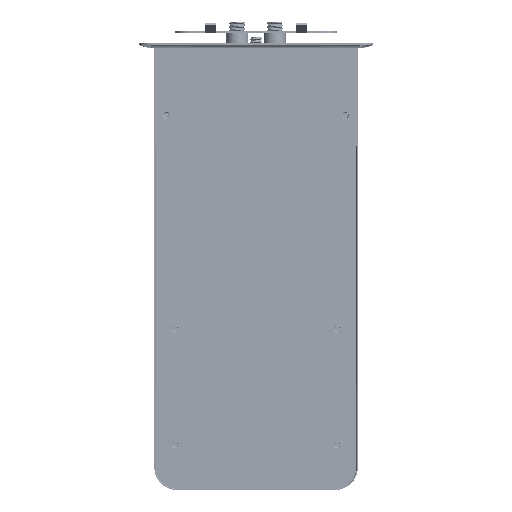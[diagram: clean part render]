
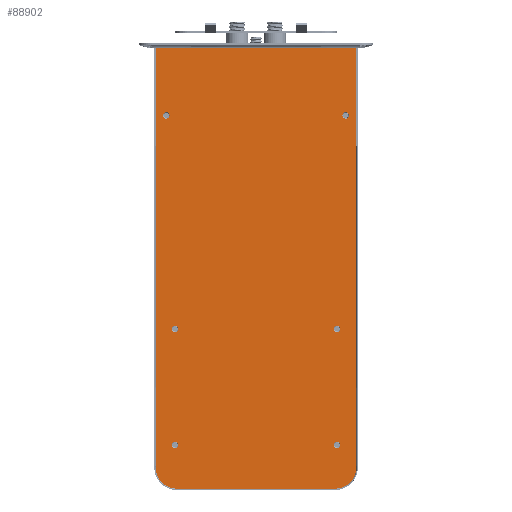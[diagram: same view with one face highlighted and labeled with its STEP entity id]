
A CAD part, top view. The second image highlights one B-rep face of the part: STEP entity #88902.
In plain terms, the highlighted planar face has unit normal (0, 0, 1).
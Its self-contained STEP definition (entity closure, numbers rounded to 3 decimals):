
#3409=PLANE('',#94455);
#5221=LINE('',#133380,#12091);
#5223=LINE('',#133388,#12093);
#5226=LINE('',#133394,#12096);
#5227=LINE('',#133396,#12097);
#12091=VECTOR('',#105140,1000.);
#12093=VECTOR('',#105150,1000.);
#12096=VECTOR('',#105155,1000.);
#12097=VECTOR('',#105156,1000.);
#21441=ORIENTED_EDGE('',*,*,#48548,.T.);
#21442=ORIENTED_EDGE('',*,*,#48550,.T.);
#21443=ORIENTED_EDGE('',*,*,#48552,.T.);
#21444=ORIENTED_EDGE('',*,*,#48554,.T.);
#21445=ORIENTED_EDGE('',*,*,#48556,.T.);
#21446=ORIENTED_EDGE('',*,*,#48558,.T.);
#21447=ORIENTED_EDGE('',*,*,#48572,.F.);
#21448=ORIENTED_EDGE('',*,*,#48573,.T.);
#21449=ORIENTED_EDGE('',*,*,#48560,.T.);
#21450=ORIENTED_EDGE('',*,*,#48565,.T.);
#21451=ORIENTED_EDGE('',*,*,#48567,.T.);
#21452=ORIENTED_EDGE('',*,*,#48569,.T.);
#48548=EDGE_CURVE('',#62115,#62115,#70753,.T.);
#48550=EDGE_CURVE('',#62117,#62117,#70755,.T.);
#48552=EDGE_CURVE('',#62119,#62119,#70757,.T.);
#48554=EDGE_CURVE('',#62121,#62121,#70759,.T.);
#48556=EDGE_CURVE('',#62123,#62123,#70761,.T.);
#48558=EDGE_CURVE('',#62125,#62125,#70763,.T.);
#48560=EDGE_CURVE('',#62128,#62126,#70764,.T.);
#48565=EDGE_CURVE('',#62126,#62131,#5221,.T.);
#48567=EDGE_CURVE('',#62131,#62132,#70766,.T.);
#48569=EDGE_CURVE('',#62132,#62134,#5223,.T.);
#48572=EDGE_CURVE('',#62136,#62134,#5226,.T.);
#48573=EDGE_CURVE('',#62136,#62128,#5227,.T.);
#62115=VERTEX_POINT('',#133340);
#62117=VERTEX_POINT('',#133345);
#62119=VERTEX_POINT('',#133350);
#62121=VERTEX_POINT('',#133355);
#62123=VERTEX_POINT('',#133360);
#62125=VERTEX_POINT('',#133365);
#62126=VERTEX_POINT('',#133368);
#62128=VERTEX_POINT('',#133371);
#62131=VERTEX_POINT('',#133379);
#62132=VERTEX_POINT('',#133383);
#62134=VERTEX_POINT('',#133389);
#62136=VERTEX_POINT('',#133395);
#70753=CIRCLE('',#94431,4.25);
#70755=CIRCLE('',#94434,4.25);
#70757=CIRCLE('',#94437,4.25);
#70759=CIRCLE('',#94440,4.25);
#70761=CIRCLE('',#94443,4.25);
#70763=CIRCLE('',#94446,4.25);
#70764=CIRCLE('',#94448,28.3);
#70766=CIRCLE('',#94452,28.3);
#75234=EDGE_LOOP('',(#21441));
#75235=EDGE_LOOP('',(#21442));
#75236=EDGE_LOOP('',(#21443));
#75237=EDGE_LOOP('',(#21444));
#75238=EDGE_LOOP('',(#21445));
#75239=EDGE_LOOP('',(#21446));
#75240=EDGE_LOOP('',(#21447,#21448,#21449,#21450,#21451,#21452));
#81974=FACE_BOUND('',#75234,.T.);
#81975=FACE_BOUND('',#75235,.T.);
#81976=FACE_BOUND('',#75236,.T.);
#81977=FACE_BOUND('',#75237,.T.);
#81978=FACE_BOUND('',#75238,.T.);
#81979=FACE_BOUND('',#75239,.T.);
#81980=FACE_BOUND('',#75240,.T.);
#88902=ADVANCED_FACE('',(#81974,#81975,#81976,#81977,#81978,#81979,#81980),
#3409,.T.);
#94431=AXIS2_PLACEMENT_3D('',#133339,#105096,#105097);
#94434=AXIS2_PLACEMENT_3D('',#133344,#105102,#105103);
#94437=AXIS2_PLACEMENT_3D('',#133349,#105108,#105109);
#94440=AXIS2_PLACEMENT_3D('',#133354,#105114,#105115);
#94443=AXIS2_PLACEMENT_3D('',#133359,#105120,#105121);
#94446=AXIS2_PLACEMENT_3D('',#133364,#105126,#105127);
#94448=AXIS2_PLACEMENT_3D('',#133370,#105131,#105132);
#94452=AXIS2_PLACEMENT_3D('',#133385,#105144,#105145);
#94455=AXIS2_PLACEMENT_3D('',#133393,#105153,#105154);
#105096=DIRECTION('',(0.,0.,-1.));
#105097=DIRECTION('',(0.,-1.,0.));
#105102=DIRECTION('',(0.,0.,-1.));
#105103=DIRECTION('',(0.,1.,0.));
#105108=DIRECTION('',(0.,0.,-1.));
#105109=DIRECTION('',(0.,1.,0.));
#105114=DIRECTION('',(0.,0.,-1.));
#105115=DIRECTION('',(0.,-1.,0.));
#105120=DIRECTION('',(0.,0.,-1.));
#105121=DIRECTION('',(0.,-1.,0.));
#105126=DIRECTION('',(0.,0.,-1.));
#105127=DIRECTION('',(0.,-1.,0.));
#105131=DIRECTION('',(0.,0.,1.));
#105132=DIRECTION('',(-1.,0.,0.));
#105140=DIRECTION('',(1.,0.,0.));
#105144=DIRECTION('',(0.,0.,1.));
#105145=DIRECTION('',(0.,-1.,0.));
#105150=DIRECTION('',(0.,1.,0.));
#105153=DIRECTION('',(0.,0.,1.));
#105154=DIRECTION('',(0.,-1.,0.));
#105155=DIRECTION('',(1.,0.,0.));
#105156=DIRECTION('',(0.,-1.,0.));
#133339=CARTESIAN_POINT('',(-119.,-90.,20.5));
#133340=CARTESIAN_POINT('',(-119.,-94.25,20.5));
#133344=CARTESIAN_POINT('',(-107.5,-373.,20.5));
#133345=CARTESIAN_POINT('',(-107.5,-368.75,20.5));
#133349=CARTESIAN_POINT('',(-107.5,-527.,20.5));
#133350=CARTESIAN_POINT('',(-107.5,-522.75,20.5));
#133354=CARTESIAN_POINT('',(107.5,-527.,20.5));
#133355=CARTESIAN_POINT('',(107.5,-531.25,20.5));
#133359=CARTESIAN_POINT('',(107.5,-373.,20.5));
#133360=CARTESIAN_POINT('',(107.5,-377.25,20.5));
#133364=CARTESIAN_POINT('',(119.,-90.,20.5));
#133365=CARTESIAN_POINT('',(119.,-94.25,20.5));
#133368=CARTESIAN_POINT('',(-105.,-585.3,20.5));
#133370=CARTESIAN_POINT('',(-105.,-557.,20.5));
#133371=CARTESIAN_POINT('',(-133.3,-557.,20.5));
#133379=CARTESIAN_POINT('',(105.,-585.3,20.5));
#133380=CARTESIAN_POINT('',(-105.,-585.3,20.5));
#133383=CARTESIAN_POINT('',(133.3,-557.,20.5));
#133385=CARTESIAN_POINT('',(105.,-557.,20.5));
#133388=CARTESIAN_POINT('',(133.3,-557.,20.5));
#133389=CARTESIAN_POINT('',(133.3,0.,20.5));
#133393=CARTESIAN_POINT('',(0.,0.,20.5));
#133394=CARTESIAN_POINT('',(-133.3,0.,20.5));
#133395=CARTESIAN_POINT('',(-133.3,0.,20.5));
#133396=CARTESIAN_POINT('',(-133.3,0.,20.5));
